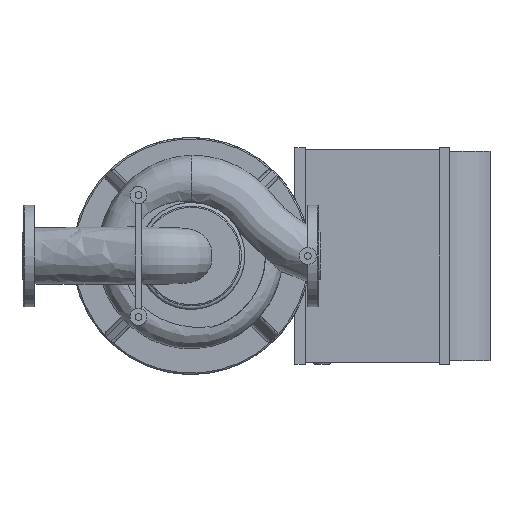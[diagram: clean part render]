
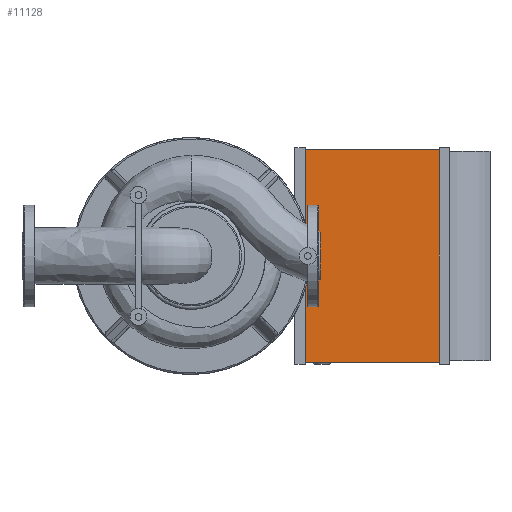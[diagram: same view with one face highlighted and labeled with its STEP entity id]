
A CAD part, front view. The second image highlights one B-rep face of the part: STEP entity #11128.
In plain terms, the highlighted planar face has unit normal (0, -1, 0).
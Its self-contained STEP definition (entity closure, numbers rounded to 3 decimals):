
#1031=LINE($,#24933,#1979);
#1063=LINE($,#25012,#2011);
#1064=LINE($,#25014,#2012);
#1065=LINE($,#25015,#2013);
#1979=VECTOR($,#15217,198.);
#2011=VECTOR($,#15289,314.);
#2012=VECTOR($,#15290,198.);
#2013=VECTOR($,#15291,314.);
#2544=PLANE($,#12284);
#3306=FACE_OUTER_BOUND($,#4087,.T.);
#4087=EDGE_LOOP($,(#10057,#10058,#10059,#10060));
#5562=VERTEX_POINT($,#24930);
#5563=VERTEX_POINT($,#24932);
#5590=VERTEX_POINT($,#25011);
#5591=VERTEX_POINT($,#25013);
#7064=EDGE_CURVE($,#5563,#5562,#1031,.T.);
#7102=EDGE_CURVE($,#5590,#5562,#1063,.T.);
#7103=EDGE_CURVE($,#5590,#5591,#1064,.T.);
#7104=EDGE_CURVE($,#5591,#5563,#1065,.T.);
#10057=ORIENTED_EDGE($,*,*,#7064,.T.);
#10058=ORIENTED_EDGE($,*,*,#7102,.F.);
#10059=ORIENTED_EDGE($,*,*,#7103,.T.);
#10060=ORIENTED_EDGE($,*,*,#7104,.T.);
#11128=ADVANCED_FACE($,(#3306),#2544,.T.);
#12284=AXIS2_PLACEMENT_3D($,#25010,#15287,#15288);
#15217=DIRECTION($,(1.,0.,0.));
#15287=DIRECTION('center_axis',(0.,-1.,0.));
#15288=DIRECTION('ref_axis',(0.,0.,-1.));
#15289=DIRECTION($,(0.,0.,-1.));
#15290=DIRECTION($,(-1.,0.,0.));
#15291=DIRECTION($,(0.,0.,-1.));
#24930=CARTESIAN_POINT('',(616.,339.,-157.));
#24932=CARTESIAN_POINT('',(418.,339.,-157.));
#24933=CARTESIAN_POINT($,(566.5,339.,-157.));
#25010=CARTESIAN_POINT('Origin',(616.,339.,0.));
#25011=CARTESIAN_POINT('',(616.,339.,157.));
#25012=CARTESIAN_POINT($,(616.,339.,0.));
#25013=CARTESIAN_POINT('',(418.,339.,157.));
#25014=CARTESIAN_POINT($,(566.5,339.,157.));
#25015=CARTESIAN_POINT($,(418.,339.,0.));
